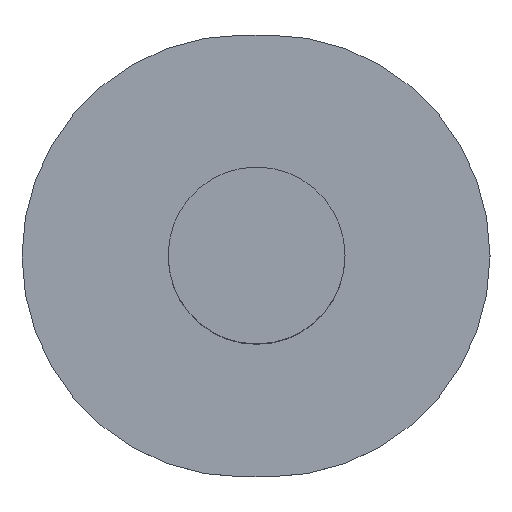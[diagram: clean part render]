
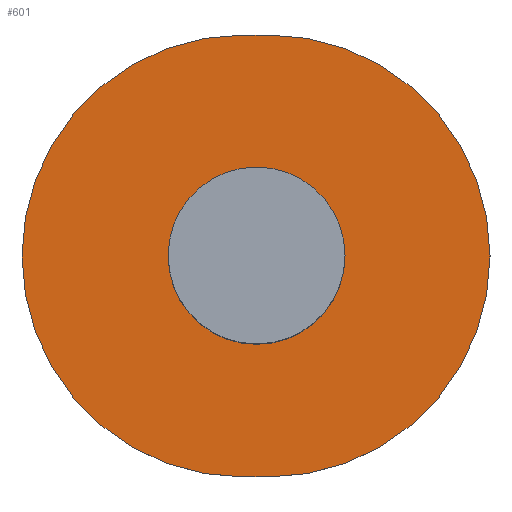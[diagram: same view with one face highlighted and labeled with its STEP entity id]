
A CAD part, top view. The second image highlights one B-rep face of the part: STEP entity #601.
In plain terms, the highlighted planar face has unit normal (0, 0, 1).
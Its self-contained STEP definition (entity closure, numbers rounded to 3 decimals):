
#8 = CARTESIAN_POINT ( 'NONE',  ( -1.926, 31.233, 30.459 ) ) ;
#15 = DIRECTION ( 'NONE',  ( 0., 0., -1. ) ) ;
#20 = CIRCLE ( 'NONE', #1020, 31.233 ) ;
#22 = DIRECTION ( 'NONE',  ( -1., 0., 0. ) ) ;
#62 = ORIENTED_EDGE ( 'NONE', *, *, #994, .F. ) ;
#64 = VERTEX_POINT ( 'NONE', #567 ) ;
#67 = DIRECTION ( 'NONE',  ( -1., 0., 0. ) ) ;
#68 = EDGE_CURVE ( 'NONE', #1242, #1700, #114, .T. ) ;
#81 = ORIENTED_EDGE ( 'NONE', *, *, #237, .F. ) ;
#112 = CARTESIAN_POINT ( 'NONE',  ( 0., 0., 30.459 ) ) ;
#114 = CIRCLE ( 'NONE', #1110, 31.233 ) ;
#124 = CARTESIAN_POINT ( 'NONE',  ( -5., 0., 30.459 ) ) ;
#126 = AXIS2_PLACEMENT_3D ( 'NONE', #364, #518, #1318 ) ;
#180 = CARTESIAN_POINT ( 'NONE',  ( -1.926, -31.233, 30.459 ) ) ;
#181 = ORIENTED_EDGE ( 'NONE', *, *, #68, .F. ) ;
#237 = EDGE_CURVE ( 'NONE', #64, #1708, #613, .T. ) ;
#251 = CARTESIAN_POINT ( 'NONE',  ( 1.764, 31.233, 30.459 ) ) ;
#260 = FACE_BOUND ( 'NONE', #548, .T. ) ;
#283 = AXIS2_PLACEMENT_3D ( 'NONE', #908, #1056, #1463 ) ;
#306 = VECTOR ( 'NONE', #1347, 1000. ) ;
#364 = CARTESIAN_POINT ( 'NONE',  ( 1.764, 0., 30.459 ) ) ;
#392 = CARTESIAN_POINT ( 'NONE',  ( 1.764, -31.233, 30.459 ) ) ;
#439 = DIRECTION ( 'NONE',  ( 0., 0., -1. ) ) ;
#462 = DIRECTION ( 'NONE',  ( 0., 0., -1. ) ) ;
#503 = PLANE ( 'NONE',  #126 ) ;
#518 = DIRECTION ( 'NONE',  ( 0., 0., -1. ) ) ;
#548 = EDGE_LOOP ( 'NONE', ( #1279, #1312 ) ) ;
#567 = CARTESIAN_POINT ( 'NONE',  ( 1.764, 31.233, 30.459 ) ) ;
#601 = ADVANCED_FACE ( 'NONE', ( #260, #777 ), #503, .F. ) ;
#613 = CIRCLE ( 'NONE', #1208, 31.233 ) ;
#628 = CARTESIAN_POINT ( 'NONE',  ( 1.764, -31.233, 30.459 ) ) ;
#656 = CARTESIAN_POINT ( 'NONE',  ( 5., 0., 30.459 ) ) ;
#723 = DIRECTION ( 'NONE',  ( 0., 0., -1. ) ) ;
#730 = CIRCLE ( 'NONE', #1297, 5. ) ;
#732 = EDGE_CURVE ( 'NONE', #1700, #64, #1244, .T. ) ;
#735 = EDGE_CURVE ( 'NONE', #996, #1540, #730, .T. ) ;
#777 = FACE_OUTER_BOUND ( 'NONE', #1134, .T. ) ;
#786 = DIRECTION ( 'NONE',  ( 1., 0., 0. ) ) ;
#816 = CIRCLE ( 'NONE', #283, 5. ) ;
#838 = VECTOR ( 'NONE', #786, 1000. ) ;
#848 = VERTEX_POINT ( 'NONE', #628 ) ;
#908 = CARTESIAN_POINT ( 'NONE',  ( 0., 0., 30.459 ) ) ;
#994 = EDGE_CURVE ( 'NONE', #848, #1242, #1064, .T. ) ;
#996 = VERTEX_POINT ( 'NONE', #124 ) ;
#1020 = AXIS2_PLACEMENT_3D ( 'NONE', #1560, #462, #67 ) ;
#1037 = DIRECTION ( 'NONE',  ( -1., 0., 0. ) ) ;
#1056 = DIRECTION ( 'NONE',  ( 0., 0., -1. ) ) ;
#1064 = LINE ( 'NONE', #392, #306 ) ;
#1110 = AXIS2_PLACEMENT_3D ( 'NONE', #1528, #439, #22 ) ;
#1113 = CARTESIAN_POINT ( 'NONE',  ( 1.764, 0., 30.459 ) ) ;
#1134 = EDGE_LOOP ( 'NONE', ( #81, #1654, #181, #62, #1500 ) ) ;
#1208 = AXIS2_PLACEMENT_3D ( 'NONE', #1113, #723, #1414 ) ;
#1232 = EDGE_CURVE ( 'NONE', #1708, #848, #20, .T. ) ;
#1242 = VERTEX_POINT ( 'NONE', #180 ) ;
#1244 = LINE ( 'NONE', #251, #838 ) ;
#1257 = CARTESIAN_POINT ( 'NONE',  ( 32.997, 0., 30.459 ) ) ;
#1279 = ORIENTED_EDGE ( 'NONE', *, *, #1415, .T. ) ;
#1297 = AXIS2_PLACEMENT_3D ( 'NONE', #112, #15, #1037 ) ;
#1312 = ORIENTED_EDGE ( 'NONE', *, *, #735, .T. ) ;
#1318 = DIRECTION ( 'NONE',  ( -1., 0., 0. ) ) ;
#1347 = DIRECTION ( 'NONE',  ( -1., 0., 0. ) ) ;
#1414 = DIRECTION ( 'NONE',  ( -1., 0., 0. ) ) ;
#1415 = EDGE_CURVE ( 'NONE', #1540, #996, #816, .T. ) ;
#1463 = DIRECTION ( 'NONE',  ( -1., 0., 0. ) ) ;
#1500 = ORIENTED_EDGE ( 'NONE', *, *, #1232, .F. ) ;
#1528 = CARTESIAN_POINT ( 'NONE',  ( -1.926, 0., 30.459 ) ) ;
#1540 = VERTEX_POINT ( 'NONE', #656 ) ;
#1560 = CARTESIAN_POINT ( 'NONE',  ( 1.764, 0., 30.459 ) ) ;
#1654 = ORIENTED_EDGE ( 'NONE', *, *, #732, .F. ) ;
#1700 = VERTEX_POINT ( 'NONE', #8 ) ;
#1708 = VERTEX_POINT ( 'NONE', #1257 ) ;
